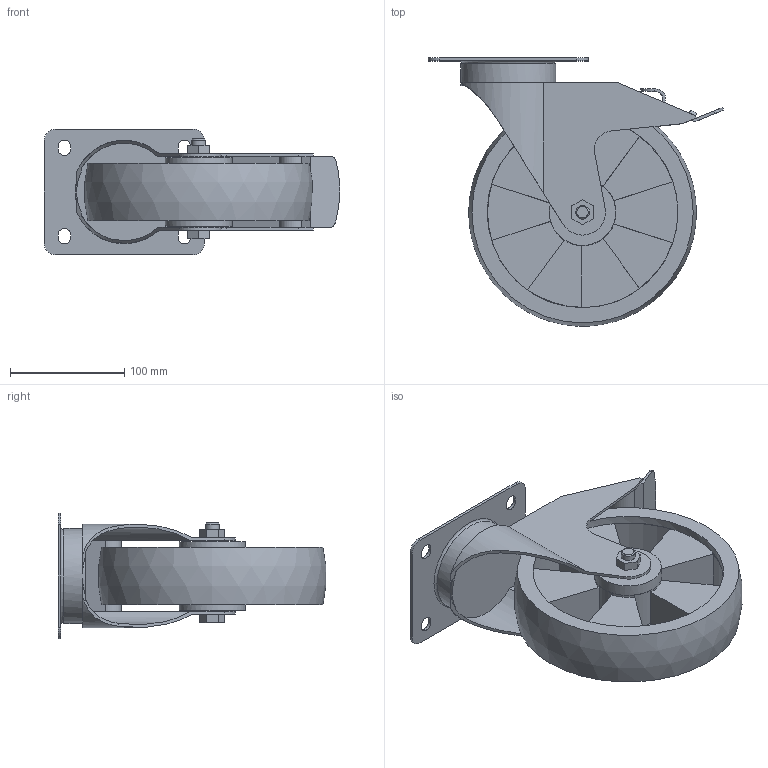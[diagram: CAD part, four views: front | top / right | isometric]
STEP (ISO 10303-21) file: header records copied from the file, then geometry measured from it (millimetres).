
FILE_DESCRIPTION(/* description */ ('STEP AP203'),/* implementation_level */ '2;1');
FILE_NAME(/* name */ 'K1765.1020005020',/* time_stamp */ '2025-06-24T15:59:22+02:00',/* author */ ('License CC BY-ND 4.0'),/* organization */ ('CADENAS'),/* preprocessor_version */ 'ST-DEVELOPER v19.3',/* originating_system */ 'PARTsolutions',/* authorisation */ ' ');
FILE_SCHEMA (('CONFIG_CONTROL_DESIGN'));
Length unit declared in the file: millimetre
Products named in the file (1): K1765.1020005020
Bounding box: 258.5 x 234.48 x 110 mm (x, y, z)
Volume: 954151.8 mm3; surface area: 268670.5 mm2
Topology: 1 solids, 1 shells, 175 faces, 469 edges, 306 vertices
Faces by surface type: plane 107, cylinder 63, cone 3, sphere 1, torus 1
Full cylindrical faces by diameter (mm): 12 x1, 20 x2, 83.2 x1, 167 x2
Entity records: 5422 total; most frequent: CARTESIAN_POINT 968, DIRECTION 940, ORIENTED_EDGE 900, EDGE_CURVE 450, AXIS2_PLACEMENT_3D 320, LINE 300, VECTOR 300, VERTEX_POINT 298
